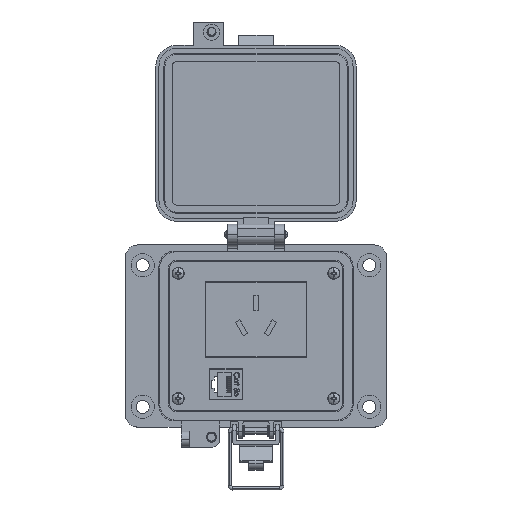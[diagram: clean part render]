
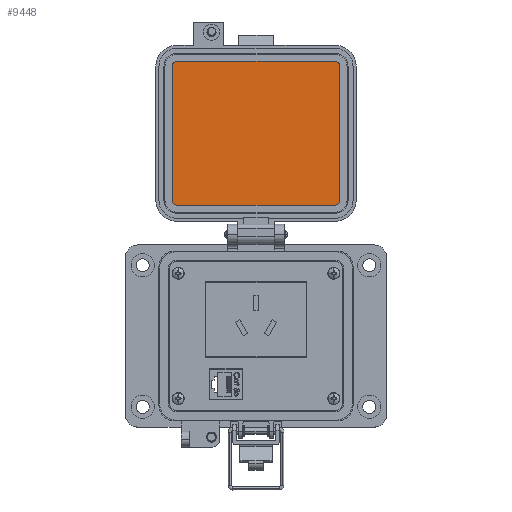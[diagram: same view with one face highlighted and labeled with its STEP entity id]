
A CAD part, top view. The second image highlights one B-rep face of the part: STEP entity #9448.
In plain terms, the highlighted planar face has unit normal (0, 0, 1).
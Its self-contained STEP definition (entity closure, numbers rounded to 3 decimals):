
#29 = VECTOR ( 'NONE', #718, 1000. ) ;
#718 = DIRECTION ( 'NONE',  ( 1., 0., 0. ) ) ;
#2719 = DIRECTION ( 'NONE',  ( 0., 0., -1. ) ) ;
#3154 = ORIENTED_EDGE ( 'NONE', *, *, #15486, .F. ) ;
#5759 = VECTOR ( 'NONE', #5984, 1000. ) ;
#5984 = DIRECTION ( 'NONE',  ( -1., 0., 0. ) ) ;
#6066 = CARTESIAN_POINT ( 'NONE',  ( -42.469, 60.004, 19.202 ) ) ;
#6406 = DIRECTION ( 'NONE',  ( 0., -1., 0. ) ) ;
#7584 = VERTEX_POINT ( 'NONE', #37193 ) ;
#7813 = LINE ( 'NONE', #24140, #47882 ) ;
#7960 = EDGE_CURVE ( 'NONE', #22445, #37694, #45916, .T. ) ;
#8294 = EDGE_CURVE ( 'NONE', #18227, #7584, #45804, .T. ) ;
#9302 = CARTESIAN_POINT ( 'NONE',  ( -44.769, 93.196, 19.202 ) ) ;
#9448 = ADVANCED_FACE ( 'NONE', ( #20251 ), #36551, .T. ) ;
#12180 = CARTESIAN_POINT ( 'NONE',  ( 35.912, 126.389, 19.202 ) ) ;
#13285 = CIRCLE ( 'NONE', #36366, 2.299 ) ;
#14440 = ORIENTED_EDGE ( 'NONE', *, *, #8294, .F. ) ;
#15486 = EDGE_CURVE ( 'NONE', #46134, #31249, #13285, .T. ) ;
#16099 = EDGE_CURVE ( 'NONE', #40456, #22445, #21749, .T. ) ;
#16228 = DIRECTION ( 'NONE',  ( 0., 0., 1. ) ) ;
#16483 = CIRCLE ( 'NONE', #46324, 2.299 ) ;
#18227 = VERTEX_POINT ( 'NONE', #22240 ) ;
#19050 = DIRECTION ( 'NONE',  ( 0., -1., 0. ) ) ;
#19082 = EDGE_CURVE ( 'NONE', #7584, #46134, #7813, .T. ) ;
#19254 = CARTESIAN_POINT ( 'NONE',  ( -44.769, 60.004, 19.202 ) ) ;
#20251 = FACE_OUTER_BOUND ( 'NONE', #38090, .T. ) ;
#21078 = LINE ( 'NONE', #37364, #29 ) ;
#21749 = CIRCLE ( 'NONE', #44767, 2.299 ) ;
#22240 = CARTESIAN_POINT ( 'NONE',  ( 35.912, 128.688, 19.202 ) ) ;
#22412 = DIRECTION ( 'NONE',  ( 0., 0., -1. ) ) ;
#22445 = VERTEX_POINT ( 'NONE', #19254 ) ;
#23410 = CARTESIAN_POINT ( 'NONE',  ( 38.212, 60.004, 19.202 ) ) ;
#23677 = CARTESIAN_POINT ( 'NONE',  ( -42.469, 57.705, 19.202 ) ) ;
#24140 = CARTESIAN_POINT ( 'NONE',  ( 38.212, 93.196, 19.202 ) ) ;
#25624 = DIRECTION ( 'NONE',  ( 0., 1., 0. ) ) ;
#26340 = LINE ( 'NONE', #42624, #5759 ) ;
#26747 = CARTESIAN_POINT ( 'NONE',  ( -42.469, 126.389, 19.202 ) ) ;
#27488 = AXIS2_PLACEMENT_3D ( 'NONE', #52845, #16228, #32533 ) ;
#28520 = DIRECTION ( 'NONE',  ( 0., 0., -1. ) ) ;
#31249 = VERTEX_POINT ( 'NONE', #39671 ) ;
#32533 = DIRECTION ( 'NONE',  ( -1., 0., 0. ) ) ;
#33064 = EDGE_CURVE ( 'NONE', #33700, #18227, #21078, .T. ) ;
#33700 = VERTEX_POINT ( 'NONE', #50230 ) ;
#36366 = AXIS2_PLACEMENT_3D ( 'NONE', #39359, #2719, #19050 ) ;
#36551 = PLANE ( 'NONE',  #27488 ) ;
#36870 = EDGE_CURVE ( 'NONE', #37694, #33700, #16483, .T. ) ;
#37193 = CARTESIAN_POINT ( 'NONE',  ( 38.212, 126.389, 19.202 ) ) ;
#37364 = CARTESIAN_POINT ( 'NONE',  ( -3.279, 128.688, 19.202 ) ) ;
#37694 = VERTEX_POINT ( 'NONE', #49233 ) ;
#38000 = ORIENTED_EDGE ( 'NONE', *, *, #51575, .F. ) ;
#38090 = EDGE_LOOP ( 'NONE', ( #3154, #38959, #14440, #44430, #52088, #38433, #50658, #38000 ) ) ;
#38433 = ORIENTED_EDGE ( 'NONE', *, *, #7960, .F. ) ;
#38706 = DIRECTION ( 'NONE',  ( 1., 0., 0. ) ) ;
#38959 = ORIENTED_EDGE ( 'NONE', *, *, #19082, .F. ) ;
#39359 = CARTESIAN_POINT ( 'NONE',  ( 35.912, 60.004, 19.202 ) ) ;
#39671 = CARTESIAN_POINT ( 'NONE',  ( 35.912, 57.705, 19.202 ) ) ;
#40431 = DIRECTION ( 'NONE',  ( 0., -1., 0. ) ) ;
#40456 = VERTEX_POINT ( 'NONE', #23677 ) ;
#42624 = CARTESIAN_POINT ( 'NONE',  ( -3.279, 57.705, 19.202 ) ) ;
#43031 = DIRECTION ( 'NONE',  ( 0., 0., -1. ) ) ;
#44430 = ORIENTED_EDGE ( 'NONE', *, *, #33064, .F. ) ;
#44767 = AXIS2_PLACEMENT_3D ( 'NONE', #6066, #22412, #38706 ) ;
#44802 = DIRECTION ( 'NONE',  ( 1., 0., 0. ) ) ;
#45804 = CIRCLE ( 'NONE', #48372, 2.299 ) ;
#45916 = LINE ( 'NONE', #9302, #49174 ) ;
#46134 = VERTEX_POINT ( 'NONE', #23410 ) ;
#46324 = AXIS2_PLACEMENT_3D ( 'NONE', #26747, #43031, #6406 ) ;
#47882 = VECTOR ( 'NONE', #40431, 1000. ) ;
#48372 = AXIS2_PLACEMENT_3D ( 'NONE', #12180, #28520, #44802 ) ;
#49174 = VECTOR ( 'NONE', #25624, 1000. ) ;
#49233 = CARTESIAN_POINT ( 'NONE',  ( -44.769, 126.389, 19.202 ) ) ;
#50230 = CARTESIAN_POINT ( 'NONE',  ( -42.469, 128.688, 19.202 ) ) ;
#50658 = ORIENTED_EDGE ( 'NONE', *, *, #16099, .F. ) ;
#51575 = EDGE_CURVE ( 'NONE', #31249, #40456, #26340, .T. ) ;
#52088 = ORIENTED_EDGE ( 'NONE', *, *, #36870, .F. ) ;
#52845 = CARTESIAN_POINT ( 'NONE',  ( 39.871, 130.108, 19.202 ) ) ;
